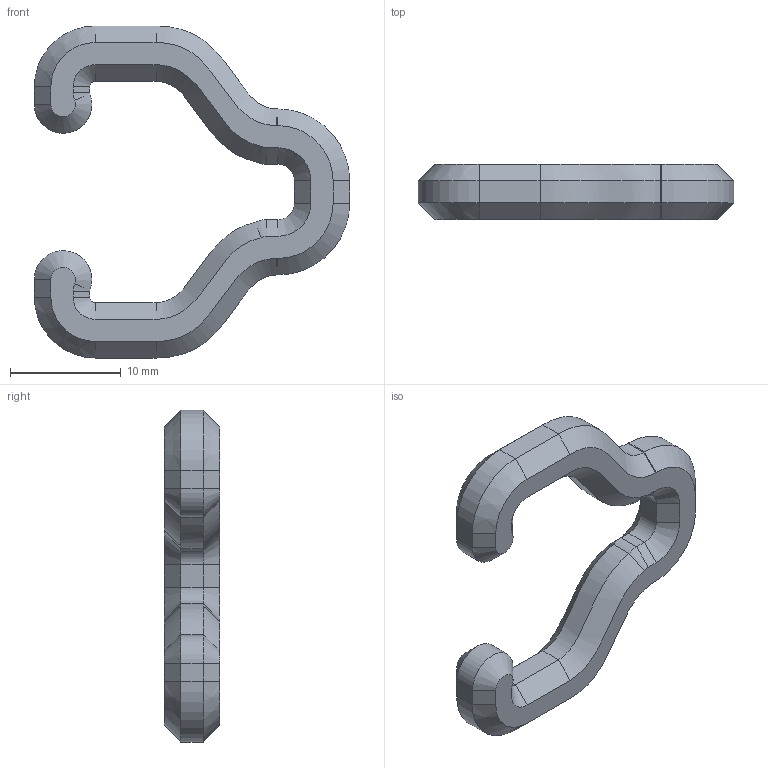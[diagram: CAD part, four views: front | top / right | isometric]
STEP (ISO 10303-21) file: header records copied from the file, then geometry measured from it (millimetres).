
FILE_DESCRIPTION(/* description */ ('STEP AP242','CAx-IF Rec.Pracs.---Representation and Presentation of Product Manufacturing Information (PMI)---4.0---2014-10-13','CAx-IF Rec.Pracs.---3D Tessellated Geometry---0.4---2014-09-14','2;1'),/* implementation_level */ '2;1');
FILE_NAME(/* name */ '6821ebbfc05c515d75bc114a',/* time_stamp */ '2025-05-12T12:38:24Z',/* author */ (''),/* organization */ (''),/* preprocessor_version */ 'ST-DEVELOPER v20',/* originating_system */ 'ONSHAPE BY PTC INC, 1.197',/* authorisation */ ' ');
FILE_SCHEMA (('AP242_MANAGED_MODEL_BASED_3D_ENGINEERING_MIM_LF { 1 0 10303 442 1 1 4 }'));
Length unit declared in the file: metre
Products named in the file (1): 2-sided horizontal
Bounding box: 28.5 x 5 x 30 mm (x, y, z)
Volume: 1412.2 mm3; surface area: 1167.9 mm2
Topology: 1 solids, 1 shells, 98 faces, 224 edges, 128 vertices
Faces by surface type: plane 44, cone 28, cylinder 14, bspline 12
Entity records: 3304 total; most frequent: CARTESIAN_POINT 1161, ORIENTED_EDGE 448, DIRECTION 422, EDGE_CURVE 224, AXIS2_PLACEMENT_3D 143, LINE 136, VECTOR 136, VERTEX_POINT 128
